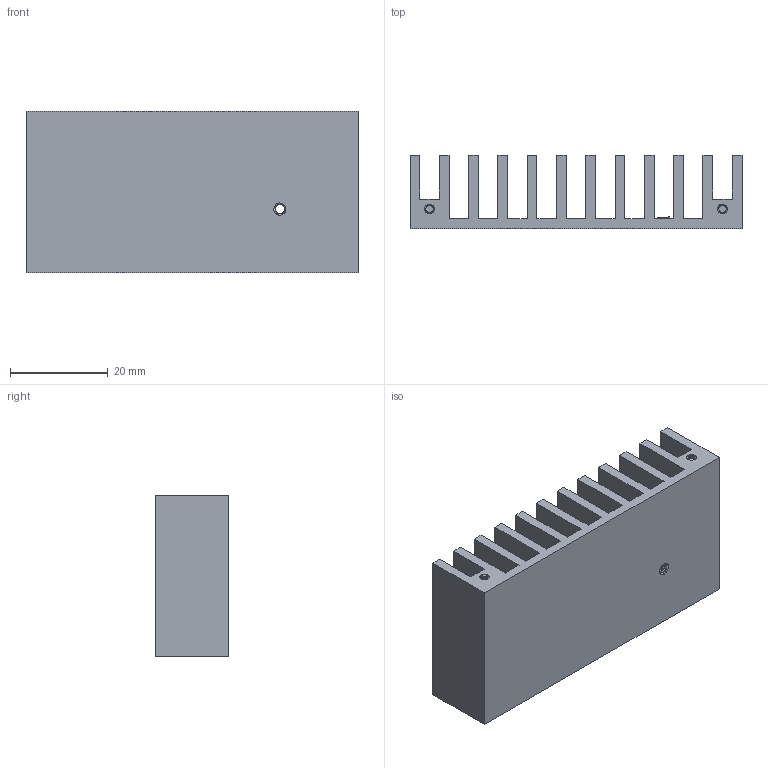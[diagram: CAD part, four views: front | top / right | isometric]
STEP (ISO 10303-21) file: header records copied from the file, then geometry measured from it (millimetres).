
FILE_DESCRIPTION (( 'STEP AP214' ), '1' );
FILE_NAME ('Heatsink2.STEP', '2020-04-28T10:44:19', ( '' ), ( '' ), 'SwSTEP 2.0', 'SolidWorks 2017', '' );
FILE_SCHEMA (( 'AUTOMOTIVE_DESIGN' ));
Length unit declared in the file: millimetre
Products named in the file (1): Heatsink2
Bounding box: 68 x 15 x 33 mm (x, y, z)
Volume: 15754 mm3; surface area: 15604.7 mm2
Topology: 1 solids, 1 shells, 170 faces, 485 edges, 319 vertices
Faces by surface type: cylinder 103, plane 58, bspline 9
Entity records: 10660 total; most frequent: CARTESIAN_POINT 6852, ORIENTED_EDGE 970, DIRECTION 605, EDGE_CURVE 485, VERTEX_POINT 319, LINE 255, VECTOR 255, AXIS2_PLACEMENT_3D 175
